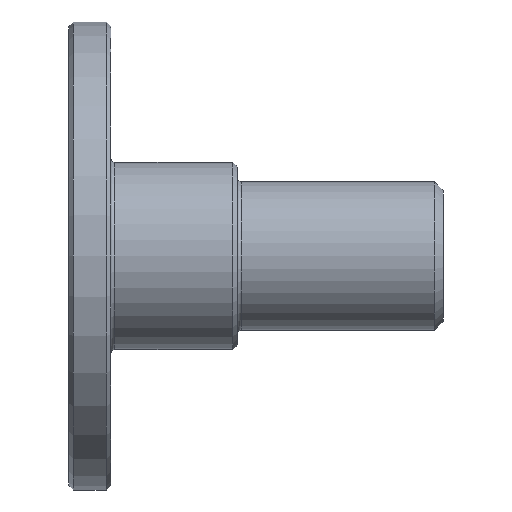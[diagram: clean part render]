
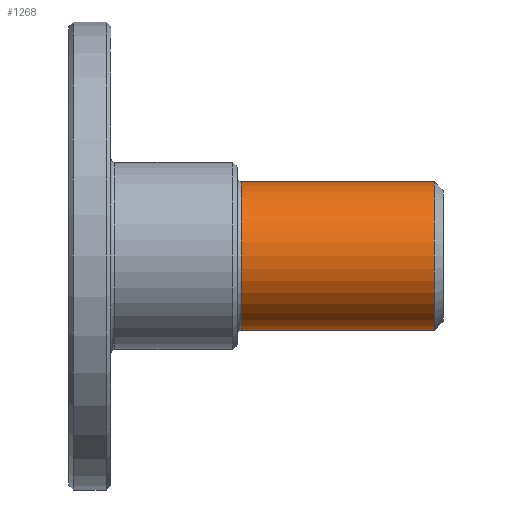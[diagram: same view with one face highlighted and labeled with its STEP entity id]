
A CAD part, front view. The second image highlights one B-rep face of the part: STEP entity #1268.
In plain terms, the highlighted cylindrical face has radius 7.942 mm (diameter 15.884 mm), a full revolution.
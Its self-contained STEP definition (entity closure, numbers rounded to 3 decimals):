
#18=CYLINDRICAL_SURFACE('',#1365,7.942);
#120=FACE_OUTER_BOUND('',#195,.T.);
#195=EDGE_LOOP('',(#885,#886,#887,#888,#889,#890));
#328=LINE('',#2009,#396);
#396=VECTOR('',#1571,8.);
#469=CIRCLE('',#1363,7.942);
#470=CIRCLE('',#1364,7.942);
#471=CIRCLE('',#1366,7.942);
#472=CIRCLE('',#1367,7.942);
#581=VERTEX_POINT('',#2002);
#582=VERTEX_POINT('',#2004);
#583=VERTEX_POINT('',#2008);
#584=VERTEX_POINT('',#2010);
#695=EDGE_CURVE('',#581,#582,#469,.T.);
#696=EDGE_CURVE('',#582,#581,#470,.T.);
#697=EDGE_CURVE('',#582,#583,#328,.T.);
#698=EDGE_CURVE('',#584,#583,#471,.T.);
#699=EDGE_CURVE('',#583,#584,#472,.T.);
#885=ORIENTED_EDGE('',*,*,#696,.F.);
#886=ORIENTED_EDGE('',*,*,#697,.T.);
#887=ORIENTED_EDGE('',*,*,#698,.F.);
#888=ORIENTED_EDGE('',*,*,#699,.F.);
#889=ORIENTED_EDGE('',*,*,#697,.F.);
#890=ORIENTED_EDGE('',*,*,#695,.F.);
#1268=ADVANCED_FACE('',(#120),#18,.T.);
#1363=AXIS2_PLACEMENT_3D('',#2005,#1565,#1566);
#1364=AXIS2_PLACEMENT_3D('',#2006,#1567,#1568);
#1365=AXIS2_PLACEMENT_3D('',#2007,#1569,#1570);
#1366=AXIS2_PLACEMENT_3D('',#2011,#1572,#1573);
#1367=AXIS2_PLACEMENT_3D('',#2012,#1574,#1575);
#1565=DIRECTION('center_axis',(-1.,0.,0.));
#1566=DIRECTION('ref_axis',(0.,1.,0.));
#1567=DIRECTION('center_axis',(-1.,0.,0.));
#1568=DIRECTION('ref_axis',(0.,1.,0.));
#1569=DIRECTION('center_axis',(1.,0.,0.));
#1570=DIRECTION('ref_axis',(0.,1.,0.));
#1571=DIRECTION('',(1.,0.,0.));
#1572=DIRECTION('center_axis',(1.,0.,0.));
#1573=DIRECTION('ref_axis',(0.,1.,0.));
#1574=DIRECTION('center_axis',(1.,0.,0.));
#1575=DIRECTION('ref_axis',(0.,1.,0.));
#2002=CARTESIAN_POINT('',(18.4,0.,7.942));
#2004=CARTESIAN_POINT('',(18.4,-7.942,0.));
#2005=CARTESIAN_POINT('Origin',(18.4,0.,0.));
#2006=CARTESIAN_POINT('Origin',(18.4,0.,0.));
#2007=CARTESIAN_POINT('Origin',(29.,0.,0.));
#2008=CARTESIAN_POINT('',(39.058,-7.942,0.));
#2009=CARTESIAN_POINT('',(29.,-7.942,0.));
#2010=CARTESIAN_POINT('',(39.058,7.942,0.));
#2011=CARTESIAN_POINT('Origin',(39.058,0.,0.));
#2012=CARTESIAN_POINT('Origin',(39.058,0.,0.));
